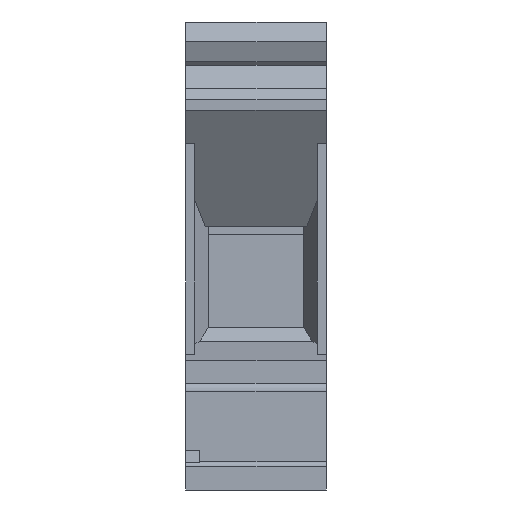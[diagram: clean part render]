
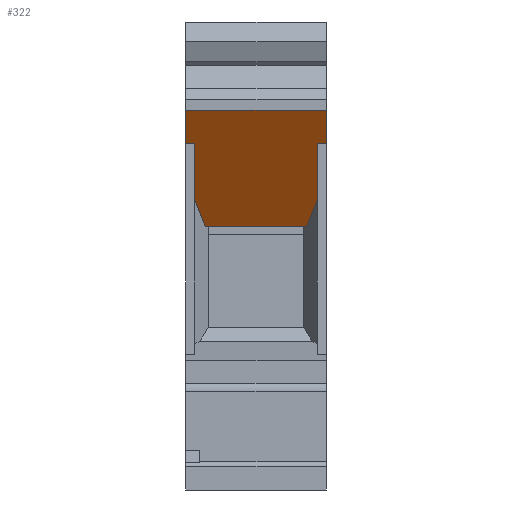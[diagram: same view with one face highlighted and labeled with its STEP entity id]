
A CAD part, front view. The second image highlights one B-rep face of the part: STEP entity #322.
In plain terms, the highlighted planar face has unit normal (0, -0.823, -0.568).
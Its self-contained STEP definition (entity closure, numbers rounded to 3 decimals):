
#322=ADVANCED_FACE('',(#740),#741,.F.);
#740=FACE_OUTER_BOUND('',#1252,.T.);
#741=PLANE('',#1253);
#1252=EDGE_LOOP('',(#2205,#2206,#2207,#2208,#2209,#2210,#2211,#2212,#2213,#2214));
#1253=AXIS2_PLACEMENT_3D('',#2215,#2216,#2217);
#2205=ORIENTED_EDGE('',*,*,#3543,.T.);
#2206=ORIENTED_EDGE('',*,*,#3544,.F.);
#2207=ORIENTED_EDGE('',*,*,#3545,.F.);
#2208=ORIENTED_EDGE('',*,*,#3546,.T.);
#2209=ORIENTED_EDGE('',*,*,#3342,.F.);
#2210=ORIENTED_EDGE('',*,*,#3547,.T.);
#2211=ORIENTED_EDGE('',*,*,#3548,.T.);
#2212=ORIENTED_EDGE('',*,*,#3549,.F.);
#2213=ORIENTED_EDGE('',*,*,#3550,.T.);
#2214=ORIENTED_EDGE('',*,*,#3448,.F.);
#2215=CARTESIAN_POINT('',(-3.92,0.025,40.4));
#2216=DIRECTION('',(0.0,0.823,0.568));
#2217=DIRECTION('',(0.0,0.568,-0.823));
#3342=EDGE_CURVE('',#4088,#4090,#4091,.T.);
#3448=EDGE_CURVE('',#4265,#4267,#4268,.T.);
#3543=EDGE_CURVE('',#4265,#4416,#4417,.T.);
#3544=EDGE_CURVE('',#4418,#4416,#4419,.T.);
#3545=EDGE_CURVE('',#4420,#4418,#4421,.T.);
#3546=EDGE_CURVE('',#4420,#4090,#4422,.T.);
#3547=EDGE_CURVE('',#4088,#4423,#4424,.T.);
#3548=EDGE_CURVE('',#4423,#4425,#4426,.T.);
#3549=EDGE_CURVE('',#4427,#4425,#4428,.T.);
#3550=EDGE_CURVE('',#4427,#4267,#4429,.T.);
#4088=VERTEX_POINT('',#5147);
#4090=VERTEX_POINT('',#5150);
#4091=LINE('',#5151,#5152);
#4265=VERTEX_POINT('',#5409);
#4267=VERTEX_POINT('',#5412);
#4268=LINE('',#5413,#5414);
#4416=VERTEX_POINT('',#5628);
#4417=LINE('',#5629,#5630);
#4418=VERTEX_POINT('',#5631);
#4419=LINE('',#5632,#5633);
#4420=VERTEX_POINT('',#5634);
#4421=LINE('',#5635,#5636);
#4422=LINE('',#5637,#5638);
#4423=VERTEX_POINT('',#5639);
#4424=LINE('',#5640,#5641);
#4425=VERTEX_POINT('',#5642);
#4426=LINE('',#5643,#5644);
#4427=VERTEX_POINT('',#5645);
#4428=LINE('',#5646,#5647);
#4429=LINE('',#5648,#5649);
#5147=CARTESIAN_POINT('',(2.111,8.575,28.));
#5150=CARTESIAN_POINT('',(1.,6.65,30.792));
#5151=CARTESIAN_POINT('',(46.037,84.656,-82.34));
#5152=VECTOR('',#6353,1.0);
#5409=CARTESIAN_POINT('',(15.,0.025,40.4));
#5412=CARTESIAN_POINT('',(15.,2.475,36.847));
#5413=CARTESIAN_POINT('',(15.,84.656,-82.34));
#5414=VECTOR('',#6453,1.0);
#5628=CARTESIAN_POINT('',(0.,0.025,40.4));
#5629=CARTESIAN_POINT('',(7.5,0.025,40.4));
#5630=VECTOR('',#6556,1.0);
#5631=CARTESIAN_POINT('',(0.,2.475,36.847));
#5632=CARTESIAN_POINT('',(0.,84.656,-82.34));
#5633=VECTOR('',#6557,1.0);
#5634=CARTESIAN_POINT('',(1.,2.475,36.847));
#5635=CARTESIAN_POINT('',(7.5,2.475,36.847));
#5636=VECTOR('',#6558,1.0);
#5637=CARTESIAN_POINT('',(1.,84.656,-82.34));
#5638=VECTOR('',#6559,1.0);
#5639=CARTESIAN_POINT('',(12.889,8.575,28.));
#5640=CARTESIAN_POINT('',(7.5,8.575,28.));
#5641=VECTOR('',#6560,1.0);
#5642=CARTESIAN_POINT('',(14.,6.65,30.792));
#5643=CARTESIAN_POINT('',(-31.037,84.656,-82.34));
#5644=VECTOR('',#6561,1.0);
#5645=CARTESIAN_POINT('',(14.,2.475,36.847));
#5646=CARTESIAN_POINT('',(14.,84.656,-82.34));
#5647=VECTOR('',#6562,1.0);
#5648=CARTESIAN_POINT('',(7.5,2.475,36.847));
#5649=VECTOR('',#6563,1.0);
#6353=DIRECTION('',(-0.311,-0.539,0.782));
#6453=DIRECTION('',(0.0,0.568,-0.823));
#6556=DIRECTION('',(-1.0,0.0,0.0));
#6557=DIRECTION('',(0.,-0.568,0.823));
#6558=DIRECTION('',(-1.0,0.0,0.0));
#6559=DIRECTION('',(0.0,0.568,-0.823));
#6560=DIRECTION('',(1.0,0.0,0.0));
#6561=DIRECTION('',(0.311,-0.539,0.782));
#6562=DIRECTION('',(0.0,0.568,-0.823));
#6563=DIRECTION('',(1.0,0.0,0.0));
